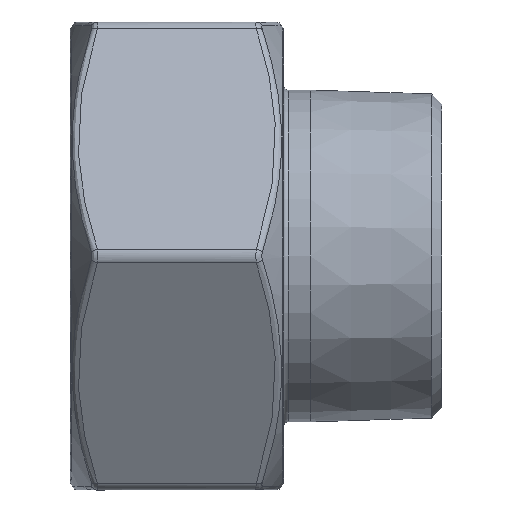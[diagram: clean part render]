
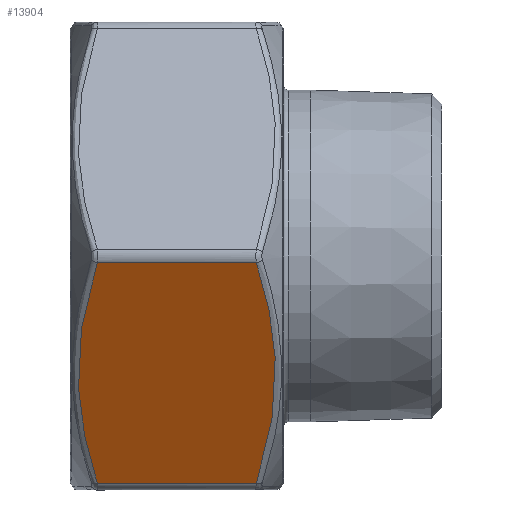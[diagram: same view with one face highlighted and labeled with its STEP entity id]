
A CAD part, front view. The second image highlights one B-rep face of the part: STEP entity #13904.
In plain terms, the highlighted planar face has unit normal (0, -0.866, -0.5).
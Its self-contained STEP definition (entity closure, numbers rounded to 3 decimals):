
#305 = CARTESIAN_POINT ( 'NONE',  ( 1.157, -31.034, -14.247 ) ) ;
#348 = CARTESIAN_POINT ( 'NONE',  ( 29.83, -30.208, -15.678 ) ) ;
#1143 = CARTESIAN_POINT ( 'NONE',  ( 29.579, -26.306, -22.437 ) ) ;
#1230 = CARTESIAN_POINT ( 'NONE',  ( 1.17, -28.682, -18.322 ) ) ;
#1287 = CARTESIAN_POINT ( 'NONE',  ( 2.384, -23.244, -27.741 ) ) ;
#1359 = CARTESIAN_POINT ( 'NONE',  ( 1.421, -32.584, -11.563 ) ) ;
#1494 = LINE ( 'NONE', #3852, #7666 ) ;
#1635 = DIRECTION ( 'NONE',  ( 1., 0., 0. ) ) ;
#2028 = ORIENTED_EDGE ( 'NONE', *, *, #5287, .T. ) ;
#2441 = CARTESIAN_POINT ( 'NONE',  ( 28.613, -23.237, -27.753 ) ) ;
#2466 = CARTESIAN_POINT ( 'NONE',  ( 1.47, -26.333, -22.39 ) ) ;
#2695 = LINE ( 'NONE', #8188, #12847 ) ;
#2903 = DIRECTION ( 'NONE',  ( -1., 0., 0. ) ) ;
#3353 = CARTESIAN_POINT ( 'NONE',  ( 29.342, -33.333, -10.266 ) ) ;
#3371 = CARTESIAN_POINT ( 'NONE',  ( 3.937, -20.207, -33. ) ) ;
#3789 = FACE_OUTER_BOUND ( 'NONE', #9962, .T. ) ;
#3852 = CARTESIAN_POINT ( 'NONE',  ( 15.5, -20.207, -33. ) ) ;
#4409 = ORIENTED_EDGE ( 'NONE', *, *, #5119, .T. ) ;
#4624 = CARTESIAN_POINT ( 'NONE',  ( 1.658, -25.557, -23.734 ) ) ;
#4801 = VERTEX_POINT ( 'NONE', #10853 ) ;
#5119 = EDGE_CURVE ( 'NONE', #10989, #9350, #6208, .T. ) ;
#5287 = EDGE_CURVE ( 'NONE', #6801, #4801, #8082, .T. ) ;
#5422 = CARTESIAN_POINT ( 'NONE',  ( 28.616, -35.646, -6.259 ) ) ;
#5441 = CARTESIAN_POINT ( 'NONE',  ( 3.086, -37.173, -3.615 ) ) ;
#5488 = CARTESIAN_POINT ( 'NONE',  ( 29.843, -27.856, -19.753 ) ) ;
#5651 = CARTESIAN_POINT ( 'NONE',  ( 2.387, -35.653, -6.247 ) ) ;
#5997 = DIRECTION ( 'NONE',  ( 0., -0.866, -0.5 ) ) ;
#6208 = B_SPLINE_CURVE_WITH_KNOTS ( 'NONE', 3,
 ( #9975, #5441, #5651, #1359, #305, #8921, #1230, #8780, #6658, #2466, #4624, #1287, #6593, #3371 ),
 .UNSPECIFIED., .F., .F.,
 ( 4, 2, 2, 2, 2, 2, 4 ),
 ( 0., 0.009, 0.019, 0.021, 0.023, 0.028, 0.037 ),
 .UNSPECIFIED. ) ;
#6290 = CARTESIAN_POINT ( 'NONE',  ( 15.5, -19.63, -34. ) ) ;
#6593 = CARTESIAN_POINT ( 'NONE',  ( 3.085, -21.719, -30.381 ) ) ;
#6641 = CARTESIAN_POINT ( 'NONE',  ( 29.719, -31.386, -13.638 ) ) ;
#6658 = CARTESIAN_POINT ( 'NONE',  ( 1.281, -27.504, -20.362 ) ) ;
#6779 = CARTESIAN_POINT ( 'NONE',  ( 29.767, -30.994, -14.317 ) ) ;
#6801 = VERTEX_POINT ( 'NONE', #13640 ) ;
#7638 = CARTESIAN_POINT ( 'NONE',  ( 27.914, -21.717, -30.385 ) ) ;
#7666 = VECTOR ( 'NONE', #1635, 1000. ) ;
#7715 = CARTESIAN_POINT ( 'NONE',  ( 27.915, -37.171, -3.619 ) ) ;
#8082 = B_SPLINE_CURVE_WITH_KNOTS ( 'NONE', 3,
 ( #8695, #7638, #2441, #1143, #5488, #12068, #348, #6779, #6641, #10022, #3353, #5422, #7715, #11076 ),
 .UNSPECIFIED., .F., .F.,
 ( 4, 2, 2, 2, 2, 2, 4 ),
 ( 0., 0.009, 0.019, 0.021, 0.023, 0.028, 0.037 ),
 .UNSPECIFIED. ) ;
#8188 = CARTESIAN_POINT ( 'NONE',  ( 15.5, -38.682, -1. ) ) ;
#8695 = CARTESIAN_POINT ( 'NONE',  ( 27.063, -20.207, -33. ) ) ;
#8780 = CARTESIAN_POINT ( 'NONE',  ( 1.233, -27.896, -19.683 ) ) ;
#8921 = CARTESIAN_POINT ( 'NONE',  ( 1.154, -29.075, -17.64 ) ) ;
#9350 = VERTEX_POINT ( 'NONE', #10731 ) ;
#9432 = ORIENTED_EDGE ( 'NONE', *, *, #9629, .T. ) ;
#9629 = EDGE_CURVE ( 'NONE', #9350, #6801, #1494, .T. ) ;
#9920 = AXIS2_PLACEMENT_3D ( 'NONE', #6290, #5997, #13784 ) ;
#9962 = EDGE_LOOP ( 'NONE', ( #9432, #2028, #10947, #4409 ) ) ;
#9975 = CARTESIAN_POINT ( 'NONE',  ( 3.937, -38.682, -1. ) ) ;
#10022 = CARTESIAN_POINT ( 'NONE',  ( 29.53, -32.557, -11.61 ) ) ;
#10731 = CARTESIAN_POINT ( 'NONE',  ( 3.937, -20.207, -33. ) ) ;
#10853 = CARTESIAN_POINT ( 'NONE',  ( 27.063, -38.682, -1. ) ) ;
#10947 = ORIENTED_EDGE ( 'NONE', *, *, #12003, .T. ) ;
#10989 = VERTEX_POINT ( 'NONE', #11718 ) ;
#11030 = PLANE ( 'NONE',  #9920 ) ;
#11076 = CARTESIAN_POINT ( 'NONE',  ( 27.063, -38.682, -1. ) ) ;
#11718 = CARTESIAN_POINT ( 'NONE',  ( 3.937, -38.682, -1. ) ) ;
#12003 = EDGE_CURVE ( 'NONE', #4801, #10989, #2695, .T. ) ;
#12068 = CARTESIAN_POINT ( 'NONE',  ( 29.846, -29.815, -16.36 ) ) ;
#12847 = VECTOR ( 'NONE', #2903, 1000. ) ;
#13640 = CARTESIAN_POINT ( 'NONE',  ( 27.063, -20.207, -33. ) ) ;
#13784 = DIRECTION ( 'NONE',  ( 0., -0.5, 0.866 ) ) ;
#13904 = ADVANCED_FACE ( 'NONE', ( #3789 ), #11030, .T. ) ;
